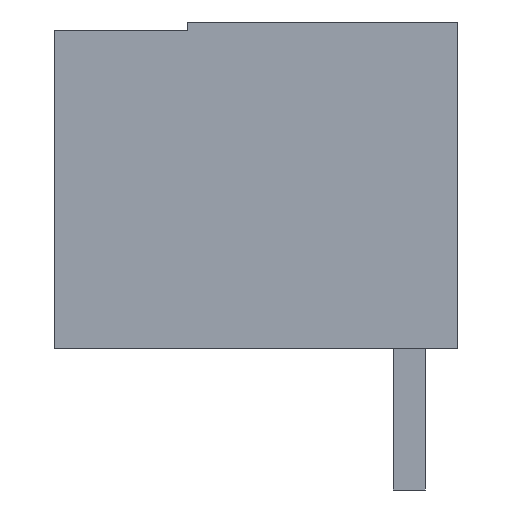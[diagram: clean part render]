
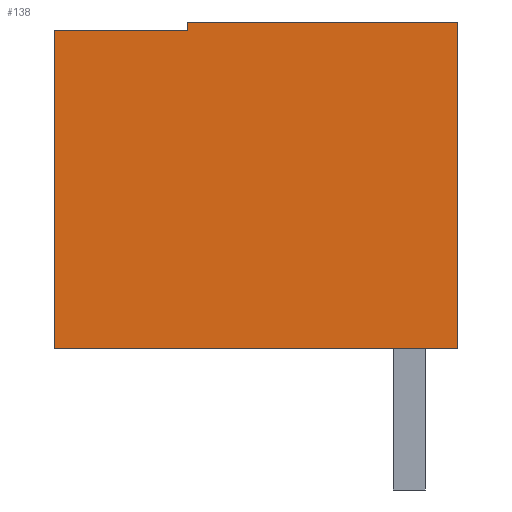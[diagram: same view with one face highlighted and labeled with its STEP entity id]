
A CAD part, left-side view. The second image highlights one B-rep face of the part: STEP entity #138.
In plain terms, the highlighted planar face has unit normal (-1, 0, 0).
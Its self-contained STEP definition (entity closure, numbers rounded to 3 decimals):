
#138 = ADVANCED_FACE ( 'NONE', ( #4252 ), #1502, .T. ) ;
#243 = VECTOR ( 'NONE', #1025, 1000. ) ;
#258 = AXIS2_PLACEMENT_3D ( 'NONE', #372, #3268, #1107 ) ;
#372 = CARTESIAN_POINT ( 'NONE',  ( -7.25, 0., 0. ) ) ;
#547 = EDGE_CURVE ( 'NONE', #744, #549, #2766, .T. ) ;
#549 = VERTEX_POINT ( 'NONE', #3803 ) ;
#744 = VERTEX_POINT ( 'NONE', #3534 ) ;
#808 = ORIENTED_EDGE ( 'NONE', *, *, #885, .F. ) ;
#885 = EDGE_CURVE ( 'NONE', #1348, #744, #2905, .T. ) ;
#953 = DIRECTION ( 'NONE',  ( 0., 0., 1. ) ) ;
#1016 = CARTESIAN_POINT ( 'NONE',  ( -7.25, -1.2, 8.1 ) ) ;
#1023 = EDGE_CURVE ( 'NONE', #1303, #1348, #3641, .T. ) ;
#1025 = DIRECTION ( 'NONE',  ( 0., 0., 1. ) ) ;
#1107 = DIRECTION ( 'NONE',  ( 0., -1., 0. ) ) ;
#1281 = LINE ( 'NONE', #2799, #1625 ) ;
#1295 = ORIENTED_EDGE ( 'NONE', *, *, #1441, .F. ) ;
#1303 = VERTEX_POINT ( 'NONE', #4397 ) ;
#1325 = CARTESIAN_POINT ( 'NONE',  ( -7.25, 5.5, 8.1 ) ) ;
#1348 = VERTEX_POINT ( 'NONE', #3678 ) ;
#1441 = EDGE_CURVE ( 'NONE', #1475, #2256, #1281, .T. ) ;
#1465 = CARTESIAN_POINT ( 'NONE',  ( -7.25, 8.8, 7.9 ) ) ;
#1475 = VERTEX_POINT ( 'NONE', #1016 ) ;
#1502 = PLANE ( 'NONE',  #258 ) ;
#1607 = CARTESIAN_POINT ( 'NONE',  ( -7.25, -1.2, 0. ) ) ;
#1625 = VECTOR ( 'NONE', #2437, 1000. ) ;
#1812 = VECTOR ( 'NONE', #953, 1000. ) ;
#1958 = DIRECTION ( 'NONE',  ( 0., -1., 0. ) ) ;
#2256 = VERTEX_POINT ( 'NONE', #2395 ) ;
#2395 = CARTESIAN_POINT ( 'NONE',  ( -7.25, -1.2, 0. ) ) ;
#2437 = DIRECTION ( 'NONE',  ( 0., 0., -1. ) ) ;
#2533 = CARTESIAN_POINT ( 'NONE',  ( -7.25, -1.2, 8.1 ) ) ;
#2694 = LINE ( 'NONE', #2533, #3640 ) ;
#2760 = ORIENTED_EDGE ( 'NONE', *, *, #4356, .F. ) ;
#2766 = LINE ( 'NONE', #1325, #1812 ) ;
#2799 = CARTESIAN_POINT ( 'NONE',  ( -7.25, -1.2, 8.1 ) ) ;
#2806 = VECTOR ( 'NONE', #1958, 1000. ) ;
#2886 = DIRECTION ( 'NONE',  ( 0., -1., 0. ) ) ;
#2905 = LINE ( 'NONE', #4467, #2806 ) ;
#3019 = LINE ( 'NONE', #1607, #3082 ) ;
#3048 = ORIENTED_EDGE ( 'NONE', *, *, #547, .F. ) ;
#3082 = VECTOR ( 'NONE', #3401, 1000. ) ;
#3182 = EDGE_LOOP ( 'NONE', ( #4001, #3048, #808, #3616, #2760, #1295 ) ) ;
#3268 = DIRECTION ( 'NONE',  ( -1., 0., 0. ) ) ;
#3401 = DIRECTION ( 'NONE',  ( 0., 1., 0. ) ) ;
#3534 = CARTESIAN_POINT ( 'NONE',  ( -7.25, 5.5, 7.9 ) ) ;
#3616 = ORIENTED_EDGE ( 'NONE', *, *, #1023, .F. ) ;
#3640 = VECTOR ( 'NONE', #2886, 1000. ) ;
#3641 = LINE ( 'NONE', #1465, #243 ) ;
#3678 = CARTESIAN_POINT ( 'NONE',  ( -7.25, 8.8, 7.9 ) ) ;
#3699 = EDGE_CURVE ( 'NONE', #549, #1475, #2694, .T. ) ;
#3803 = CARTESIAN_POINT ( 'NONE',  ( -7.25, 5.5, 8.1 ) ) ;
#4001 = ORIENTED_EDGE ( 'NONE', *, *, #3699, .F. ) ;
#4252 = FACE_OUTER_BOUND ( 'NONE', #3182, .T. ) ;
#4356 = EDGE_CURVE ( 'NONE', #2256, #1303, #3019, .T. ) ;
#4397 = CARTESIAN_POINT ( 'NONE',  ( -7.25, 8.8, 0. ) ) ;
#4467 = CARTESIAN_POINT ( 'NONE',  ( -7.25, 8.8, 7.9 ) ) ;
